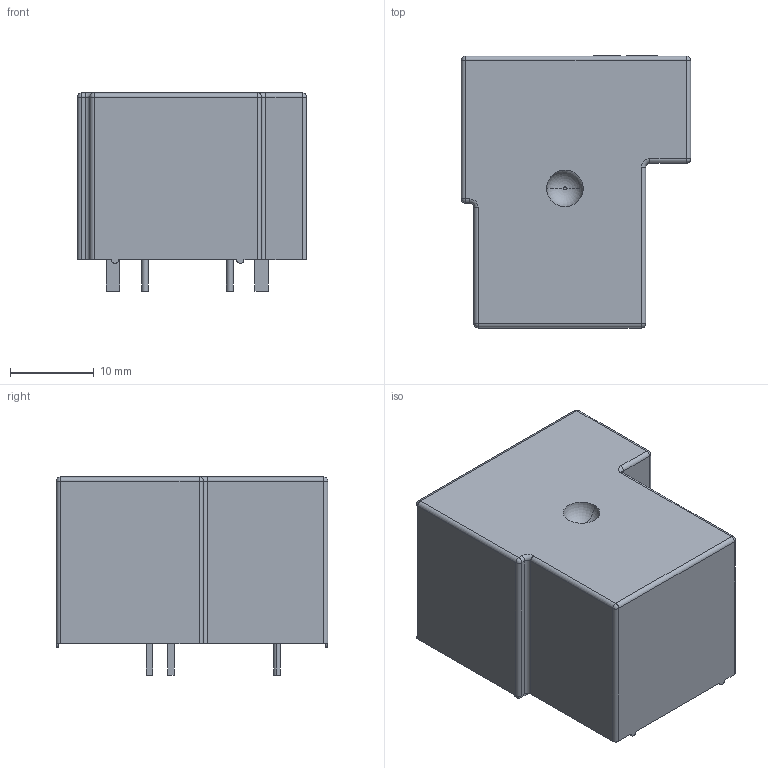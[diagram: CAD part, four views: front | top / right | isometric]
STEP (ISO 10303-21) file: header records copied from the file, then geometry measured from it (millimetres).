
FILE_DESCRIPTION (( 'STEP AP214' ), '1' );
FILE_NAME ('RELAY-TH_1-1393210-3.step', '2022-07-09T12:45:05', ( '' ), ( '' ), 'SwSTEP 2.0', 'SolidWorks 2020', '' );
FILE_SCHEMA (( 'AUTOMOTIVE_DESIGN' ));
Length unit declared in the file: millimetre
Products named in the file (1): RELAY-TH_1-1393210-3
Bounding box: 27.43 x 32.52 x 23.7 mm (x, y, z)
Volume: 15226.3 mm3; surface area: 3933.7 mm2
Topology: 1 solids, 1 shells, 348 faces, 929 edges, 608 vertices
Faces by surface type: plane 198, bspline 112, cylinder 28, sphere 6, torus 4
Entity records: 14944 total; most frequent: CARTESIAN_POINT 3984, ORIENTED_EDGE 1846, DIRECTION 1233, EDGE_CURVE 923, LINE 631, VECTOR 631, VERTEX_POINT 608, EDGE_LOOP 379
